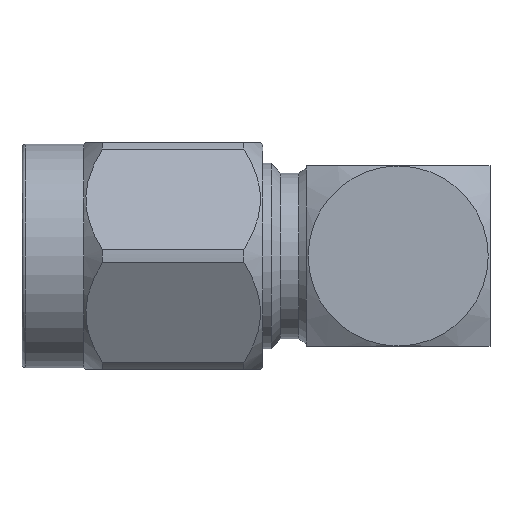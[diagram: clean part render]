
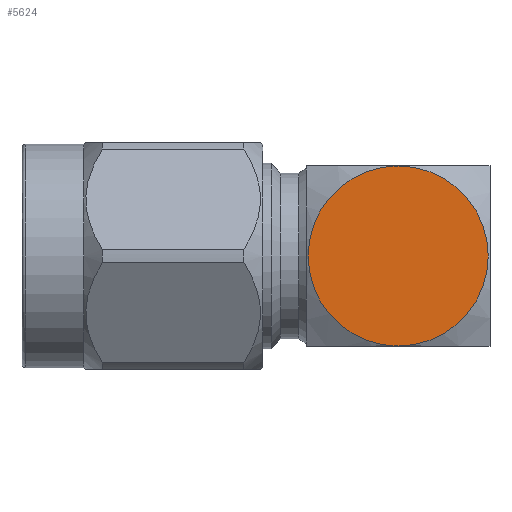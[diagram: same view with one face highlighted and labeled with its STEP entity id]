
A CAD part, left-side view. The second image highlights one B-rep face of the part: STEP entity #5624.
In plain terms, the highlighted planar face has unit normal (-1, 0, 0).
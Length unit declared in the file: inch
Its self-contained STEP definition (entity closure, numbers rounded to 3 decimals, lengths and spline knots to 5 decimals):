
#145 = EDGE_CURVE ( 'NONE', #5014, #810, #225, .T. ) ;
#225 = CIRCLE ( 'NONE', #2042, 0.125 ) ;
#289 = DIRECTION ( 'NONE',  ( 0., 0., -1. ) ) ;
#703 = DIRECTION ( 'NONE',  ( -1., 0., 0. ) ) ;
#810 = VERTEX_POINT ( 'NONE', #8781 ) ;
#1698 = AXIS2_PLACEMENT_3D ( 'NONE', #7813, #4086, #9369 ) ;
#2042 = AXIS2_PLACEMENT_3D ( 'NONE', #8904, #703, #4380 ) ;
#2079 = CARTESIAN_POINT ( 'NONE',  ( -0.125, -0.52217, 0.125 ) ) ;
#2961 = EDGE_LOOP ( 'NONE', ( #8867, #7771 ) ) ;
#3264 = CARTESIAN_POINT ( 'NONE',  ( -0.125, -0.52217, 0. ) ) ;
#3358 = PLANE ( 'NONE',  #1698 ) ;
#4023 = DIRECTION ( 'NONE',  ( 1., 0., 0. ) ) ;
#4086 = DIRECTION ( 'NONE',  ( 1., 0., 0. ) ) ;
#4380 = DIRECTION ( 'NONE',  ( 0., 0., 1. ) ) ;
#4451 = FACE_OUTER_BOUND ( 'NONE', #2961, .T. ) ;
#5014 = VERTEX_POINT ( 'NONE', #2079 ) ;
#5553 = AXIS2_PLACEMENT_3D ( 'NONE', #3264, #4023, #289 ) ;
#5624 = ADVANCED_FACE ( 'NONE', ( #4451 ), #3358, .F. ) ;
#7771 = ORIENTED_EDGE ( 'NONE', *, *, #9290, .F. ) ;
#7813 = CARTESIAN_POINT ( 'NONE',  ( -0.125, -1.65277, -0.125 ) ) ;
#8764 = CIRCLE ( 'NONE', #5553, 0.125 ) ;
#8781 = CARTESIAN_POINT ( 'NONE',  ( -0.125, -0.52217, -0.125 ) ) ;
#8867 = ORIENTED_EDGE ( 'NONE', *, *, #145, .T. ) ;
#8904 = CARTESIAN_POINT ( 'NONE',  ( -0.125, -0.52217, 0. ) ) ;
#9290 = EDGE_CURVE ( 'NONE', #5014, #810, #8764, .T. ) ;
#9369 = DIRECTION ( 'NONE',  ( 0., 0., -1. ) ) ;
